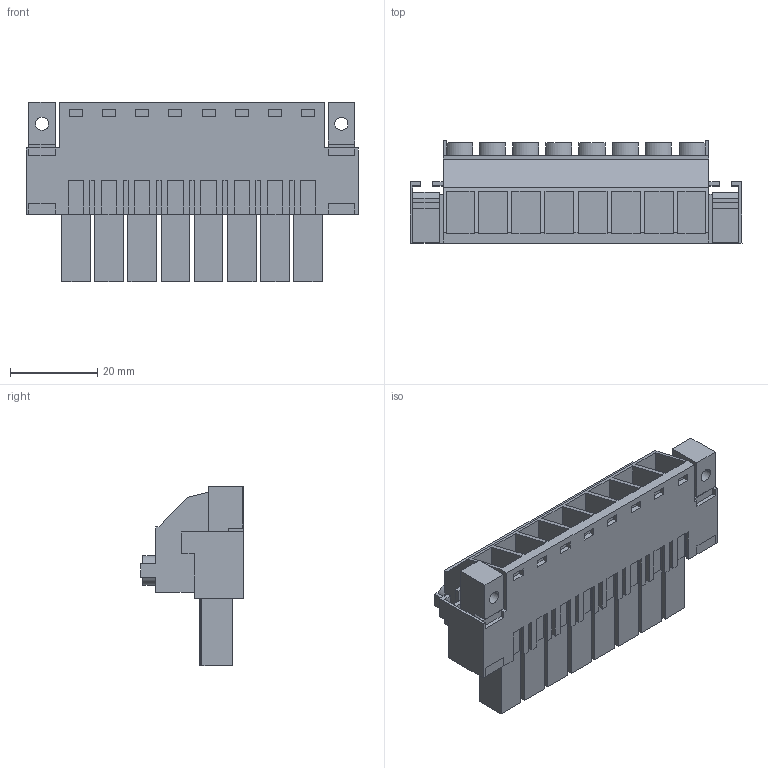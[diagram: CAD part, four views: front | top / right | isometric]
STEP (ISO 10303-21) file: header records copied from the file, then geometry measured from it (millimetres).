
FILE_DESCRIPTION(('CATIA V5 STEP Exchange','CAx-IF Rec.Pracs.--- Model Styling and Organization---1.4--- 2014-01-23'),'2;1');
FILE_NAME ('093193-2_0_1929800000_1929800000.stp','2023-05-02T08:55:26+00:00',('none'),('Weidmueller'),'CATIA Version 5-6 Release 2016 SP3 HF44','CATIA V5 STEP AP214','none');
FILE_SCHEMA(('AUTOMOTIVE_DESIGN { 1 0 10303 214 1 1 1 1 }'));
Length unit declared in the file: millimetre
Products named in the file (1): 1929800000
Bounding box: 76.2 x 23.6 x 41.2 mm (x, y, z)
Volume: 29641.1 mm3; surface area: 20770.2 mm2
Topology: 13 solids, 13 shells, 858 faces, 2321 edges, 1546 vertices
Faces by surface type: plane 760, cylinder 82, extrusion 16
Entity records: 25510 total; most frequent: CARTESIAN_POINT 5139, ORIENTED_EDGE 4642, DIRECTION 3303, EDGE_CURVE 2321, VECTOR 2141, LINE 2125, VERTEX_POINT 1546, EDGE_LOOP 939
